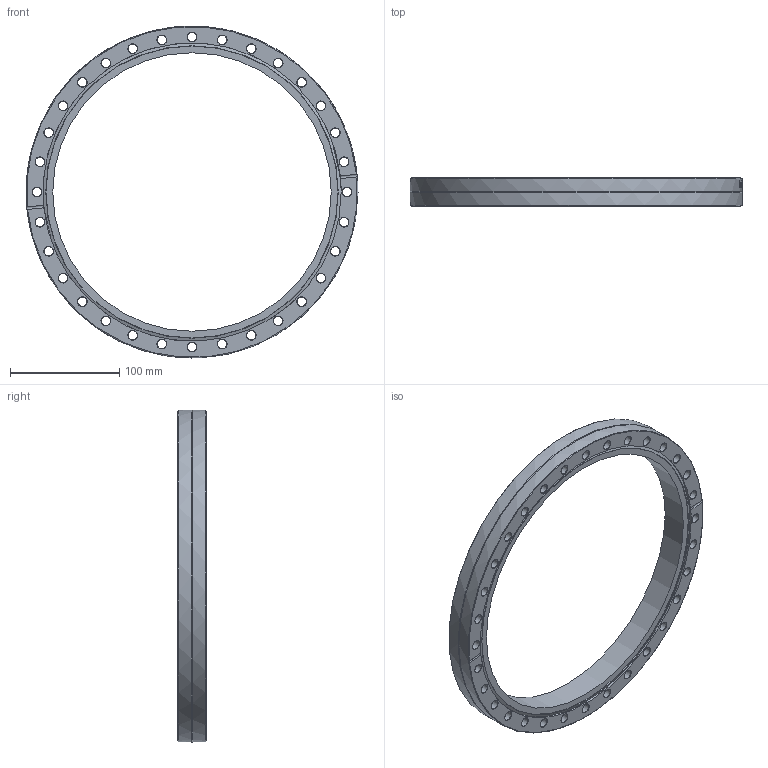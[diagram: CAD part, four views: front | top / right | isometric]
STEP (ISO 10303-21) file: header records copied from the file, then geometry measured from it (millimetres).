
FILE_DESCRIPTION(/* description */ (''),/* implementation_level */ '2;1');
FILE_NAME(/* name */ 'FL-DS250-255.stp',/* time_stamp */ '2018-03-09T11:04:28+00:00',/* author */ ('paul'),/* organization */ (''),/* preprocessor_version */ 'ST-DEVELOPER v17',/* originating_system */ 'Autodesk Inventor 2018',/* authorisation */ '');
FILE_SCHEMA (('AUTOMOTIVE_DESIGN { 1 0 10303 214 3 1 1 }'));
Length unit declared in the file: millimetre
Products named in the file (1): FL-DS250-255
Bounding box: 304 x 25.9 x 304 mm (x, y, z)
Volume: 493353.7 mm3; surface area: 108045.2 mm2
Topology: 1 solids, 1 shells, 211 faces, 579 edges, 378 vertices
Faces by surface type: cone 72, bspline 53, cylinder 49, plane 36, torus 1
Full cylindrical faces by diameter (mm): 8.4 x32, 255 x1, 273.1 x2, 304 x2
Entity records: 19656 total; most frequent: CARTESIAN_POINT 14378, ORIENTED_EDGE 1158, DIRECTION 963, EDGE_CURVE 579, VERTEX_POINT 378, AXIS2_PLACEMENT_3D 377, EDGE_LOOP 285, CIRCLE 218
